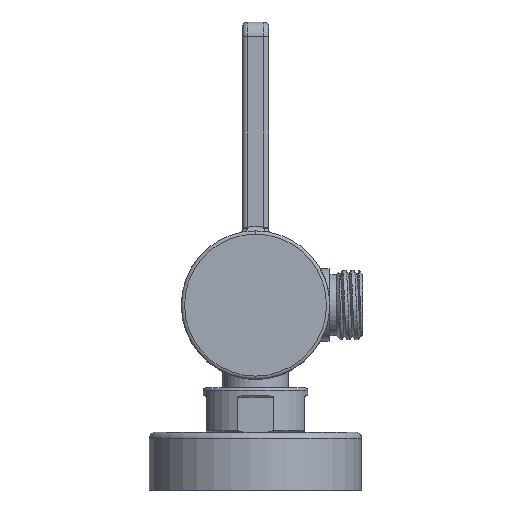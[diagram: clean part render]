
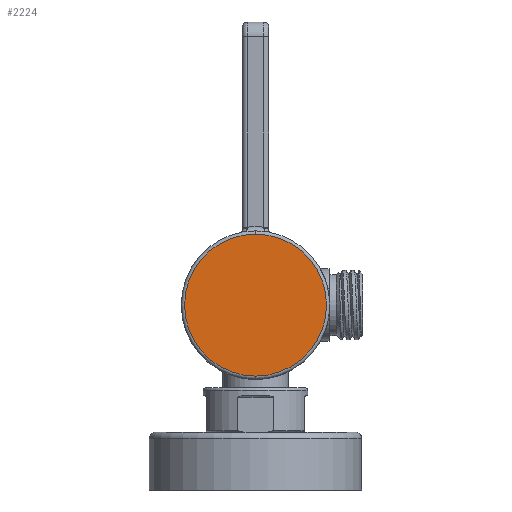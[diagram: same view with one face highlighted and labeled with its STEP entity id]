
A CAD part, left-side view. The second image highlights one B-rep face of the part: STEP entity #2224.
In plain terms, the highlighted planar face has unit normal (-1, 0, 0).
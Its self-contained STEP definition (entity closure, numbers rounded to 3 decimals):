
#644 = DIRECTION ( 'NONE',  ( 0., 0., 1. ) ) ;
#2224 = ADVANCED_FACE ( 'NONE', ( #17627 ), #22653, .T. ) ;
#2633 = ORIENTED_EDGE ( 'NONE', *, *, #16959, .T. ) ;
#3581 = VERTEX_POINT ( 'NONE', #18381 ) ;
#4739 = DIRECTION ( 'NONE',  ( 0., 0., 1. ) ) ;
#5195 = DIRECTION ( 'NONE',  ( -1., 0., 0. ) ) ;
#6901 = ORIENTED_EDGE ( 'NONE', *, *, #8354, .T. ) ;
#8354 = EDGE_CURVE ( 'NONE', #3581, #17709, #21678, .T. ) ;
#10444 = AXIS2_PLACEMENT_3D ( 'NONE', #23103, #11868, #644 ) ;
#11579 = EDGE_LOOP ( 'NONE', ( #2633, #6901 ) ) ;
#11868 = DIRECTION ( 'NONE',  ( -1., 0., 0. ) ) ;
#12056 = CIRCLE ( 'NONE', #17664, 21.5 ) ;
#14261 = CARTESIAN_POINT ( 'NONE',  ( -126., 0., 0. ) ) ;
#16301 = DIRECTION ( 'NONE',  ( -1., 0., 0. ) ) ;
#16433 = CARTESIAN_POINT ( 'NONE',  ( -126., 0., 0. ) ) ;
#16959 = EDGE_CURVE ( 'NONE', #17709, #3581, #12056, .T. ) ;
#17627 = FACE_OUTER_BOUND ( 'NONE', #11579, .T. ) ;
#17664 = AXIS2_PLACEMENT_3D ( 'NONE', #16433, #5195, #18313 ) ;
#17698 = AXIS2_PLACEMENT_3D ( 'NONE', #14261, #16301, #4739 ) ;
#17709 = VERTEX_POINT ( 'NONE', #23556 ) ;
#18313 = DIRECTION ( 'NONE',  ( 0., 0., 1. ) ) ;
#18381 = CARTESIAN_POINT ( 'NONE',  ( -126., 0., -21.5 ) ) ;
#21678 = CIRCLE ( 'NONE', #10444, 21.5 ) ;
#22653 = PLANE ( 'NONE',  #17698 ) ;
#23103 = CARTESIAN_POINT ( 'NONE',  ( -126., 0., 0. ) ) ;
#23556 = CARTESIAN_POINT ( 'NONE',  ( -126., 0., 21.5 ) ) ;
